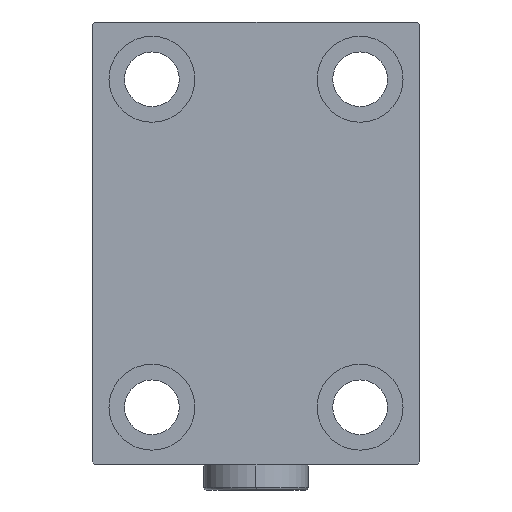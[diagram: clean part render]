
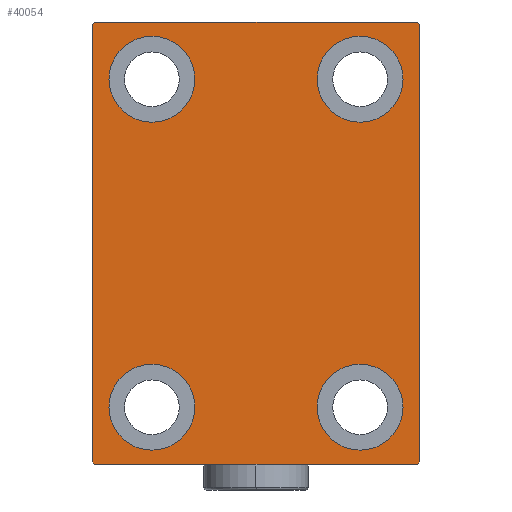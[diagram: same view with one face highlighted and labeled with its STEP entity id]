
A CAD part, left-side view. The second image highlights one B-rep face of the part: STEP entity #40054.
In plain terms, the highlighted face is planar.
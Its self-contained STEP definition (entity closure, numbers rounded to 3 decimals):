
#215 = VERTEX_POINT ( 'NONE', #12122 ) ;
#1614 = DIRECTION ( 'NONE',  ( -1., 0., 0. ) ) ;
#1790 = CARTESIAN_POINT ( 'NONE',  ( 88., 0., 0. ) ) ;
#2053 = VECTOR ( 'NONE', #10108, 1000. ) ;
#2328 = CARTESIAN_POINT ( 'NONE',  ( 88., -20., -31.5 ) ) ;
#2431 = CARTESIAN_POINT ( 'NONE',  ( 88., -36.75, -36.75 ) ) ;
#2570 = VERTEX_POINT ( 'NONE', #45405 ) ;
#3033 = CARTESIAN_POINT ( 'NONE',  ( 88., 31., -42.5 ) ) ;
#3614 = DIRECTION ( 'NONE',  ( 0., 0., 1. ) ) ;
#3677 = CARTESIAN_POINT ( 'NONE',  ( 88., 20., -39.75 ) ) ;
#3777 = EDGE_CURVE ( 'NONE', #2570, #27560, #9224, .T. ) ;
#4359 = CARTESIAN_POINT ( 'NONE',  ( 88., 20., 23.25 ) ) ;
#4849 = DIRECTION ( 'NONE',  ( 0., 0., 1. ) ) ;
#5053 = CIRCLE ( 'NONE', #8752, 8.25 ) ;
#5517 = EDGE_CURVE ( 'NONE', #41443, #35435, #18130, .T. ) ;
#5782 = EDGE_LOOP ( 'NONE', ( #31049, #23628 ) ) ;
#5909 = VERTEX_POINT ( 'NONE', #8773 ) ;
#6339 = ORIENTED_EDGE ( 'NONE', *, *, #9476, .T. ) ;
#6638 = ORIENTED_EDGE ( 'NONE', *, *, #5517, .T. ) ;
#6870 = DIRECTION ( 'NONE',  ( 0., 0., 1. ) ) ;
#6907 = CARTESIAN_POINT ( 'NONE',  ( 88., -31., 42.5 ) ) ;
#8149 = CARTESIAN_POINT ( 'NONE',  ( 88., -31.5, 42. ) ) ;
#8278 = ORIENTED_EDGE ( 'NONE', *, *, #31203, .T. ) ;
#8718 = PLANE ( 'NONE',  #39128 ) ;
#8752 = AXIS2_PLACEMENT_3D ( 'NONE', #11799, #1614, #4849 ) ;
#8773 = CARTESIAN_POINT ( 'NONE',  ( 88., -20., -39.75 ) ) ;
#8845 = EDGE_CURVE ( 'NONE', #27560, #25159, #36258, .T. ) ;
#9144 = DIRECTION ( 'NONE',  ( 0., 0.707, -0.707 ) ) ;
#9224 = LINE ( 'NONE', #24019, #43001 ) ;
#9476 = EDGE_CURVE ( 'NONE', #40705, #28188, #11656, .T. ) ;
#10030 = CARTESIAN_POINT ( 'NONE',  ( 88., -31., -42.5 ) ) ;
#10108 = DIRECTION ( 'NONE',  ( 0., 0., 1. ) ) ;
#10270 = CIRCLE ( 'NONE', #30250, 8.25 ) ;
#11141 = EDGE_CURVE ( 'NONE', #13998, #5909, #34647, .T. ) ;
#11484 = DIRECTION ( 'NONE',  ( -1., 0., 0. ) ) ;
#11656 = CIRCLE ( 'NONE', #36079, 8.25 ) ;
#11723 = EDGE_CURVE ( 'NONE', #215, #18904, #14698, .T. ) ;
#11799 = CARTESIAN_POINT ( 'NONE',  ( 88., -20., -31.5 ) ) ;
#12122 = CARTESIAN_POINT ( 'NONE',  ( 88., -20., 23.25 ) ) ;
#12125 = DIRECTION ( 'NONE',  ( 0., -0.707, 0.707 ) ) ;
#12381 = VECTOR ( 'NONE', #26033, 1000. ) ;
#12603 = VERTEX_POINT ( 'NONE', #32232 ) ;
#12666 = FACE_BOUND ( 'NONE', #15662, .T. ) ;
#13578 = DIRECTION ( 'NONE',  ( -1., 0., 0. ) ) ;
#13966 = EDGE_CURVE ( 'NONE', #18904, #215, #39899, .T. ) ;
#13998 = VERTEX_POINT ( 'NONE', #21457 ) ;
#14170 = VECTOR ( 'NONE', #12125, 1000. ) ;
#14395 = VECTOR ( 'NONE', #17508, 1000. ) ;
#14455 = VERTEX_POINT ( 'NONE', #31044 ) ;
#14486 = ORIENTED_EDGE ( 'NONE', *, *, #18475, .T. ) ;
#14608 = DIRECTION ( 'NONE',  ( -1., 0., 0. ) ) ;
#14698 = CIRCLE ( 'NONE', #27991, 8.25 ) ;
#14724 = CARTESIAN_POINT ( 'NONE',  ( 88., -20., 31.5 ) ) ;
#15002 = DIRECTION ( 'NONE',  ( -1., 0., 0. ) ) ;
#15055 = EDGE_CURVE ( 'NONE', #14455, #43480, #33987, .T. ) ;
#15592 = VERTEX_POINT ( 'NONE', #10030 ) ;
#15662 = EDGE_LOOP ( 'NONE', ( #31208, #23922 ) ) ;
#15695 = ORIENTED_EDGE ( 'NONE', *, *, #8845, .T. ) ;
#15828 = LINE ( 'NONE', #25565, #14170 ) ;
#15875 = VECTOR ( 'NONE', #26106, 1000. ) ;
#16603 = CARTESIAN_POINT ( 'NONE',  ( 88., 31.5, -42.5 ) ) ;
#17309 = DIRECTION ( 'NONE',  ( 0., -1., 0. ) ) ;
#17432 = CARTESIAN_POINT ( 'NONE',  ( 88., -31.5, -42. ) ) ;
#17508 = DIRECTION ( 'NONE',  ( 0., 1., 0. ) ) ;
#18130 = LINE ( 'NONE', #22278, #37134 ) ;
#18475 = EDGE_CURVE ( 'NONE', #45114, #15592, #19567, .T. ) ;
#18704 = CARTESIAN_POINT ( 'NONE',  ( 88., 31.5, -42. ) ) ;
#18904 = VERTEX_POINT ( 'NONE', #41292 ) ;
#19297 = VECTOR ( 'NONE', #9144, 1000. ) ;
#19567 = LINE ( 'NONE', #2431, #19297 ) ;
#20738 = CIRCLE ( 'NONE', #45162, 8.25 ) ;
#20753 = CARTESIAN_POINT ( 'NONE',  ( 88., -31.5, -42.5 ) ) ;
#20862 = EDGE_CURVE ( 'NONE', #43480, #14455, #20738, .T. ) ;
#21457 = CARTESIAN_POINT ( 'NONE',  ( 88., -20., -23.25 ) ) ;
#22278 = CARTESIAN_POINT ( 'NONE',  ( 88., 36.75, -36.75 ) ) ;
#23384 = DIRECTION ( 'NONE',  ( 0., 0., 1. ) ) ;
#23628 = ORIENTED_EDGE ( 'NONE', *, *, #13966, .T. ) ;
#23922 = ORIENTED_EDGE ( 'NONE', *, *, #11141, .T. ) ;
#23991 = EDGE_CURVE ( 'NONE', #12603, #2570, #15828, .T. ) ;
#24019 = CARTESIAN_POINT ( 'NONE',  ( 88., 31.5, 42.5 ) ) ;
#25159 = VERTEX_POINT ( 'NONE', #8149 ) ;
#25565 = CARTESIAN_POINT ( 'NONE',  ( 88., 36.75, 36.75 ) ) ;
#26033 = DIRECTION ( 'NONE',  ( 0., -0.707, -0.707 ) ) ;
#26106 = DIRECTION ( 'NONE',  ( 0., 0., -1. ) ) ;
#26322 = FACE_BOUND ( 'NONE', #5782, .T. ) ;
#26554 = FACE_BOUND ( 'NONE', #43161, .T. ) ;
#26795 = DIRECTION ( 'NONE',  ( 0., 0., -1. ) ) ;
#26870 = DIRECTION ( 'NONE',  ( -1., 0., 0. ) ) ;
#27271 = ORIENTED_EDGE ( 'NONE', *, *, #23991, .T. ) ;
#27560 = VERTEX_POINT ( 'NONE', #6907 ) ;
#27741 = DIRECTION ( 'NONE',  ( -1., 0., 0. ) ) ;
#27991 = AXIS2_PLACEMENT_3D ( 'NONE', #14724, #11484, #6870 ) ;
#28188 = VERTEX_POINT ( 'NONE', #41272 ) ;
#29144 = DIRECTION ( 'NONE',  ( 0., 0., 1. ) ) ;
#30036 = DIRECTION ( 'NONE',  ( 1., 0., 0. ) ) ;
#30048 = LINE ( 'NONE', #44175, #15875 ) ;
#30250 = AXIS2_PLACEMENT_3D ( 'NONE', #32624, #15002, #29144 ) ;
#31044 = CARTESIAN_POINT ( 'NONE',  ( 88., 20., 39.75 ) ) ;
#31049 = ORIENTED_EDGE ( 'NONE', *, *, #11723, .T. ) ;
#31203 = EDGE_CURVE ( 'NONE', #15592, #41443, #34670, .T. ) ;
#31208 = ORIENTED_EDGE ( 'NONE', *, *, #38989, .T. ) ;
#31310 = DIRECTION ( 'NONE',  ( 0., 0., 1. ) ) ;
#31668 = DIRECTION ( 'NONE',  ( 0., 0., 1. ) ) ;
#31760 = AXIS2_PLACEMENT_3D ( 'NONE', #34701, #27741, #41882 ) ;
#32232 = CARTESIAN_POINT ( 'NONE',  ( 88., 31.5, 42. ) ) ;
#32289 = EDGE_LOOP ( 'NONE', ( #6339, #39945 ) ) ;
#32624 = CARTESIAN_POINT ( 'NONE',  ( 88., 20., -31.5 ) ) ;
#32940 = DIRECTION ( 'NONE',  ( 0., 0.707, 0.707 ) ) ;
#33523 = FACE_BOUND ( 'NONE', #32289, .T. ) ;
#33987 = CIRCLE ( 'NONE', #31760, 8.25 ) ;
#34647 = CIRCLE ( 'NONE', #39807, 8.25 ) ;
#34670 = LINE ( 'NONE', #20753, #14395 ) ;
#34701 = CARTESIAN_POINT ( 'NONE',  ( 88., 20., 31.5 ) ) ;
#34910 = LINE ( 'NONE', #16603, #2053 ) ;
#35435 = VERTEX_POINT ( 'NONE', #18704 ) ;
#35498 = ORIENTED_EDGE ( 'NONE', *, *, #36886, .T. ) ;
#36079 = AXIS2_PLACEMENT_3D ( 'NONE', #41622, #13578, #3614 ) ;
#36258 = LINE ( 'NONE', #36484, #12381 ) ;
#36484 = CARTESIAN_POINT ( 'NONE',  ( 88., -36.75, 36.75 ) ) ;
#36761 = EDGE_LOOP ( 'NONE', ( #37078, #15695, #35498, #14486, #8278, #6638, #40497, #27271 ) ) ;
#36886 = EDGE_CURVE ( 'NONE', #25159, #45114, #30048, .T. ) ;
#37078 = ORIENTED_EDGE ( 'NONE', *, *, #3777, .T. ) ;
#37134 = VECTOR ( 'NONE', #32940, 1000. ) ;
#37400 = ORIENTED_EDGE ( 'NONE', *, *, #20862, .T. ) ;
#38989 = EDGE_CURVE ( 'NONE', #5909, #13998, #5053, .T. ) ;
#39128 = AXIS2_PLACEMENT_3D ( 'NONE', #1790, #30036, #26795 ) ;
#39807 = AXIS2_PLACEMENT_3D ( 'NONE', #2328, #26870, #23384 ) ;
#39899 = CIRCLE ( 'NONE', #44363, 8.25 ) ;
#39945 = ORIENTED_EDGE ( 'NONE', *, *, #43492, .T. ) ;
#40054 = ADVANCED_FACE ( 'NONE', ( #12666, #26322, #26554, #33523, #40469 ), #8718, .T. ) ;
#40469 = FACE_OUTER_BOUND ( 'NONE', #36761, .T. ) ;
#40497 = ORIENTED_EDGE ( 'NONE', *, *, #40893, .T. ) ;
#40705 = VERTEX_POINT ( 'NONE', #3677 ) ;
#40893 = EDGE_CURVE ( 'NONE', #35435, #12603, #34910, .T. ) ;
#41272 = CARTESIAN_POINT ( 'NONE',  ( 88., 20., -23.25 ) ) ;
#41292 = CARTESIAN_POINT ( 'NONE',  ( 88., -20., 39.75 ) ) ;
#41443 = VERTEX_POINT ( 'NONE', #3033 ) ;
#41622 = CARTESIAN_POINT ( 'NONE',  ( 88., 20., -31.5 ) ) ;
#41882 = DIRECTION ( 'NONE',  ( 0., 0., 1. ) ) ;
#42193 = CARTESIAN_POINT ( 'NONE',  ( 88., 20., 31.5 ) ) ;
#42333 = CARTESIAN_POINT ( 'NONE',  ( 88., -20., 31.5 ) ) ;
#43001 = VECTOR ( 'NONE', #17309, 1000. ) ;
#43161 = EDGE_LOOP ( 'NONE', ( #37400, #45630 ) ) ;
#43480 = VERTEX_POINT ( 'NONE', #4359 ) ;
#43492 = EDGE_CURVE ( 'NONE', #28188, #40705, #10270, .T. ) ;
#44175 = CARTESIAN_POINT ( 'NONE',  ( 88., -31.5, 42.5 ) ) ;
#44363 = AXIS2_PLACEMENT_3D ( 'NONE', #42333, #45349, #31668 ) ;
#45114 = VERTEX_POINT ( 'NONE', #17432 ) ;
#45162 = AXIS2_PLACEMENT_3D ( 'NONE', #42193, #14608, #31310 ) ;
#45349 = DIRECTION ( 'NONE',  ( -1., 0., 0. ) ) ;
#45405 = CARTESIAN_POINT ( 'NONE',  ( 88., 31., 42.5 ) ) ;
#45630 = ORIENTED_EDGE ( 'NONE', *, *, #15055, .T. ) ;
